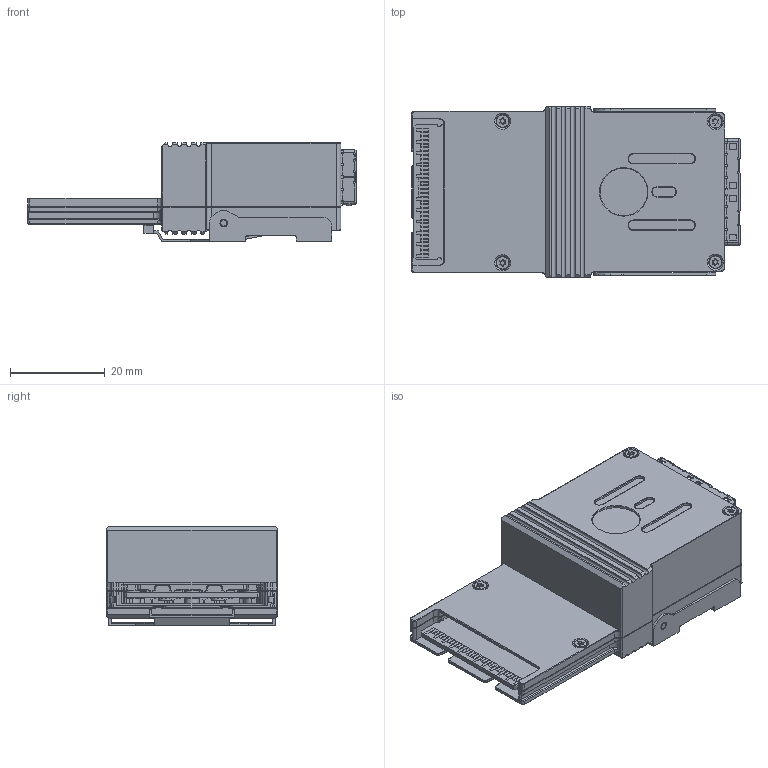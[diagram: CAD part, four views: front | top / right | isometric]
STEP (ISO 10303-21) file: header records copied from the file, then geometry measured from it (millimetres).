
FILE_DESCRIPTION(/* description */ (''),/* implementation_level */ '2;1');
FILE_NAME(/* name */ 'STP-ACCS-(XC-X8G3-SFF-X8G3-IPASS).stp',/* time_stamp */ '2022-11-07T09:29:41+01:00',/* author */ (''),/* organization */ (''),/* preprocessor_version */ 'ST-DEVELOPER v18.102',/* originating_system */ 'SIEMENS PLM Software NX2206.3001',/* authorisation */ '');
FILE_SCHEMA (('AUTOMOTIVE_DESIGN { 1 0 10303 214 3 1 1 1 }'));
Products named in the file (8): PCIEO-LATCH-X8; SROB-M1.6X16-CSK-TX-STNLS; SROB-M1.6X4-CSK-TX-STNLS; MECH-XC-SF-X8-SHELL-TOP; SROB-M2X3-CUST; XC-X8G3-SFF-IPASS-PCA-1A-LW; MECH-XC-SF-X8-SHELL-BOT; ASSM-XC-X8G3-SFF-IPASS-LW
Assembly tree (15 placements, depth 2):
  ASSM-XC-X8G3-SFF-IPASS-LW
    MECH-XC-SF-X8-SHELL-BOT
    XC-X8G3-SFF-IPASS-PCA-1A-LW
    SROB-M2X3-CUST  x7
    MECH-XC-SF-X8-SHELL-TOP
    SROB-M1.6X4-CSK-TX-STNLS  x2
    SROB-M1.6X16-CSK-TX-STNLS  x2
    PCIEO-LATCH-X8
Bounding box: 69.27 x 36 x 20.83 mm (x, y, z)
Volume: 20291.1 mm3; surface area: 28855.8 mm2
Topology: 16 solids, 16 shells, 4901 faces, 13850 edges, 9215 vertices
Faces by surface type: plane 2836, cylinder 1816, cone 225, bspline 10, torus 8, extrusion 3, sphere 3
Full cylindrical faces by diameter (mm): 1.3 x4, 1.45 x4, 1.5 x2, 1.6 x17, 1.65 x2, 1.9 x7, 2 x1, 2.1 x4, 2.2 x2, 3 x8, 10 x1
Entity records: 155296 total; most frequent: CARTESIAN_POINT 30841, ORIENTED_EDGE 26298, DIRECTION 25347, EDGE_CURVE 13149, VERTEX_POINT 8828, VECTOR 8799, LINE 8796, AXIS2_PLACEMENT_3D 8274
